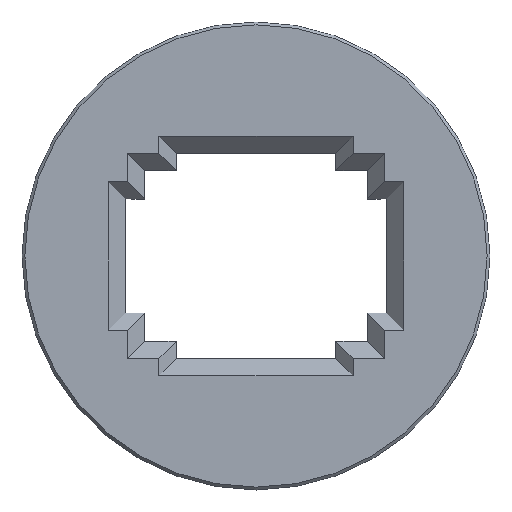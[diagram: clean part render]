
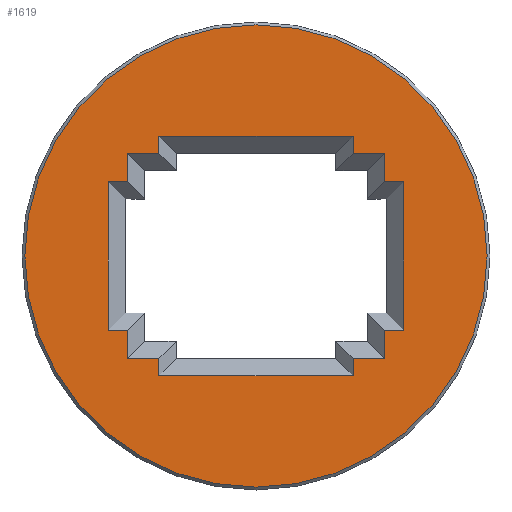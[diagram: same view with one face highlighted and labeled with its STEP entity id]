
A CAD part, top view. The second image highlights one B-rep face of the part: STEP entity #1619.
In plain terms, the highlighted planar face has unit normal (0, 0, 1).
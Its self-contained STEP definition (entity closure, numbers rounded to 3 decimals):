
#80=LINE('',#2396,#264);
#81=LINE('',#2399,#265);
#82=LINE('',#2401,#266);
#83=LINE('',#2403,#267);
#84=LINE('',#2405,#268);
#85=LINE('',#2407,#269);
#86=LINE('',#2409,#270);
#87=LINE('',#2411,#271);
#88=LINE('',#2413,#272);
#89=LINE('',#2415,#273);
#90=LINE('',#2417,#274);
#91=LINE('',#2419,#275);
#92=LINE('',#2421,#276);
#93=LINE('',#2423,#277);
#94=LINE('',#2425,#278);
#95=LINE('',#2427,#279);
#96=LINE('',#2429,#280);
#97=LINE('',#2431,#281);
#98=LINE('',#2433,#282);
#99=LINE('',#2435,#283);
#264=VECTOR('',#1911,1000.);
#265=VECTOR('',#1912,1000.);
#266=VECTOR('',#1913,1000.);
#267=VECTOR('',#1914,1000.);
#268=VECTOR('',#1915,1000.);
#269=VECTOR('',#1916,1000.);
#270=VECTOR('',#1917,1000.);
#271=VECTOR('',#1918,1000.);
#272=VECTOR('',#1919,1000.);
#273=VECTOR('',#1920,1000.);
#274=VECTOR('',#1921,1000.);
#275=VECTOR('',#1922,1000.);
#276=VECTOR('',#1923,1000.);
#277=VECTOR('',#1924,1000.);
#278=VECTOR('',#1925,1000.);
#279=VECTOR('',#1926,1000.);
#280=VECTOR('',#1927,1000.);
#281=VECTOR('',#1928,1000.);
#282=VECTOR('',#1929,1000.);
#283=VECTOR('',#1930,1000.);
#453=ORIENTED_EDGE('',*,*,#921,.T.);
#454=ORIENTED_EDGE('',*,*,#922,.T.);
#455=ORIENTED_EDGE('',*,*,#923,.T.);
#456=ORIENTED_EDGE('',*,*,#924,.T.);
#457=ORIENTED_EDGE('',*,*,#925,.T.);
#458=ORIENTED_EDGE('',*,*,#926,.T.);
#459=ORIENTED_EDGE('',*,*,#927,.T.);
#460=ORIENTED_EDGE('',*,*,#928,.T.);
#461=ORIENTED_EDGE('',*,*,#929,.T.);
#462=ORIENTED_EDGE('',*,*,#930,.T.);
#463=ORIENTED_EDGE('',*,*,#931,.T.);
#464=ORIENTED_EDGE('',*,*,#932,.T.);
#465=ORIENTED_EDGE('',*,*,#933,.T.);
#466=ORIENTED_EDGE('',*,*,#934,.T.);
#467=ORIENTED_EDGE('',*,*,#935,.T.);
#468=ORIENTED_EDGE('',*,*,#936,.T.);
#469=ORIENTED_EDGE('',*,*,#937,.T.);
#470=ORIENTED_EDGE('',*,*,#938,.T.);
#471=ORIENTED_EDGE('',*,*,#939,.T.);
#472=ORIENTED_EDGE('',*,*,#940,.T.);
#473=ORIENTED_EDGE('',*,*,#941,.T.);
#921=EDGE_CURVE('',#1155,#1156,#80,.T.);
#922=EDGE_CURVE('',#1156,#1157,#81,.T.);
#923=EDGE_CURVE('',#1157,#1158,#82,.T.);
#924=EDGE_CURVE('',#1158,#1159,#83,.T.);
#925=EDGE_CURVE('',#1159,#1160,#84,.T.);
#926=EDGE_CURVE('',#1160,#1161,#85,.T.);
#927=EDGE_CURVE('',#1161,#1162,#86,.T.);
#928=EDGE_CURVE('',#1162,#1163,#87,.T.);
#929=EDGE_CURVE('',#1163,#1164,#88,.T.);
#930=EDGE_CURVE('',#1164,#1165,#89,.T.);
#931=EDGE_CURVE('',#1165,#1166,#90,.T.);
#932=EDGE_CURVE('',#1166,#1167,#91,.T.);
#933=EDGE_CURVE('',#1167,#1168,#92,.T.);
#934=EDGE_CURVE('',#1168,#1169,#93,.T.);
#935=EDGE_CURVE('',#1169,#1170,#94,.T.);
#936=EDGE_CURVE('',#1170,#1171,#95,.T.);
#937=EDGE_CURVE('',#1171,#1172,#96,.T.);
#938=EDGE_CURVE('',#1172,#1173,#97,.T.);
#939=EDGE_CURVE('',#1173,#1174,#98,.T.);
#940=EDGE_CURVE('',#1174,#1155,#99,.T.);
#941=EDGE_CURVE('',#1175,#1175,#1283,.F.);
#1155=VERTEX_POINT('',#2397);
#1156=VERTEX_POINT('',#2398);
#1157=VERTEX_POINT('',#2400);
#1158=VERTEX_POINT('',#2402);
#1159=VERTEX_POINT('',#2404);
#1160=VERTEX_POINT('',#2406);
#1161=VERTEX_POINT('',#2408);
#1162=VERTEX_POINT('',#2410);
#1163=VERTEX_POINT('',#2412);
#1164=VERTEX_POINT('',#2414);
#1165=VERTEX_POINT('',#2416);
#1166=VERTEX_POINT('',#2418);
#1167=VERTEX_POINT('',#2420);
#1168=VERTEX_POINT('',#2422);
#1169=VERTEX_POINT('',#2424);
#1170=VERTEX_POINT('',#2426);
#1171=VERTEX_POINT('',#2428);
#1172=VERTEX_POINT('',#2430);
#1173=VERTEX_POINT('',#2432);
#1174=VERTEX_POINT('',#2434);
#1175=VERTEX_POINT('',#2437);
#1283=CIRCLE('',#1738,40.5);
#1310=EDGE_LOOP('',(#453,#454,#455,#456,#457,#458,#459,#460,#461,#462,#463,
#464,#465,#466,#467,#468,#469,#470,#471,#472));
#1311=EDGE_LOOP('',(#473));
#1424=FACE_BOUND('',#1310,.T.);
#1425=FACE_BOUND('',#1311,.T.);
#1537=PLANE('',#1737);
#1619=ADVANCED_FACE('',(#1424,#1425),#1537,.T.);
#1737=AXIS2_PLACEMENT_3D('',#2395,#1909,#1910);
#1738=AXIS2_PLACEMENT_3D('',#2436,#1931,#1932);
#1909=DIRECTION('',(0.,0.,1.));
#1910=DIRECTION('',(1.,0.,0.));
#1911=DIRECTION('',(0.,-1.,0.));
#1912=DIRECTION('',(-1.,0.,0.));
#1913=DIRECTION('',(0.,-1.,0.));
#1914=DIRECTION('',(-1.,0.,0.));
#1915=DIRECTION('',(0.,-1.,0.));
#1916=DIRECTION('',(-1.,0.,0.));
#1917=DIRECTION('',(0.,1.,0.));
#1918=DIRECTION('',(-1.,0.,0.));
#1919=DIRECTION('',(0.,1.,0.));
#1920=DIRECTION('',(-1.,0.,0.));
#1921=DIRECTION('',(0.,1.,0.));
#1922=DIRECTION('',(1.,0.,0.));
#1923=DIRECTION('',(0.,1.,0.));
#1924=DIRECTION('',(1.,0.,0.));
#1925=DIRECTION('',(0.,1.,0.));
#1926=DIRECTION('',(1.,0.,0.));
#1927=DIRECTION('',(0.,-1.,0.));
#1928=DIRECTION('',(1.,0.,0.));
#1929=DIRECTION('',(0.,-1.,0.));
#1930=DIRECTION('',(1.,0.,0.));
#1931=DIRECTION('',(0.,0.,-1.));
#1932=DIRECTION('',(0.,1.,0.));
#2395=CARTESIAN_POINT('',(182.,-138.,0.));
#2396=CARTESIAN_POINT('',(25.9,-10.,0.));
#2397=CARTESIAN_POINT('',(25.9,13.,0.));
#2398=CARTESIAN_POINT('',(25.9,-13.,0.));
#2399=CARTESIAN_POINT('',(19.5,-13.,0.));
#2400=CARTESIAN_POINT('',(22.5,-13.,0.));
#2401=CARTESIAN_POINT('',(22.5,-138.,0.));
#2402=CARTESIAN_POINT('',(22.5,-17.95,0.));
#2403=CARTESIAN_POINT('',(182.,-17.95,0.));
#2404=CARTESIAN_POINT('',(17.,-17.95,0.));
#2405=CARTESIAN_POINT('',(17.,-17.95,0.));
#2406=CARTESIAN_POINT('',(17.,-20.95,0.));
#2407=CARTESIAN_POINT('',(-14.,-20.95,0.));
#2408=CARTESIAN_POINT('',(-17.,-20.95,0.));
#2409=CARTESIAN_POINT('',(-17.,-14.95,0.));
#2410=CARTESIAN_POINT('',(-17.,-17.95,0.));
#2411=CARTESIAN_POINT('',(182.,-17.95,0.));
#2412=CARTESIAN_POINT('',(-22.5,-17.95,0.));
#2413=CARTESIAN_POINT('',(-22.5,-138.,0.));
#2414=CARTESIAN_POINT('',(-22.5,-13.,0.));
#2415=CARTESIAN_POINT('',(-22.9,-13.,0.));
#2416=CARTESIAN_POINT('',(-25.9,-13.,0.));
#2417=CARTESIAN_POINT('',(-25.9,10.,0.));
#2418=CARTESIAN_POINT('',(-25.9,13.,0.));
#2419=CARTESIAN_POINT('',(-19.5,13.,0.));
#2420=CARTESIAN_POINT('',(-22.5,13.,0.));
#2421=CARTESIAN_POINT('',(-22.5,-138.,0.));
#2422=CARTESIAN_POINT('',(-22.5,17.95,0.));
#2423=CARTESIAN_POINT('',(182.,17.95,0.));
#2424=CARTESIAN_POINT('',(-17.,17.95,0.));
#2425=CARTESIAN_POINT('',(-17.,17.95,0.));
#2426=CARTESIAN_POINT('',(-17.,20.95,0.));
#2427=CARTESIAN_POINT('',(182.,20.95,0.));
#2428=CARTESIAN_POINT('',(17.,20.95,0.));
#2429=CARTESIAN_POINT('',(17.,14.95,0.));
#2430=CARTESIAN_POINT('',(17.,17.95,0.));
#2431=CARTESIAN_POINT('',(182.,17.95,0.));
#2432=CARTESIAN_POINT('',(22.5,17.95,0.));
#2433=CARTESIAN_POINT('',(22.5,-138.,0.));
#2434=CARTESIAN_POINT('',(22.5,13.,0.));
#2435=CARTESIAN_POINT('',(22.9,13.,0.));
#2436=CARTESIAN_POINT('',(0.,0.,0.));
#2437=CARTESIAN_POINT('',(0.,40.5,0.));
